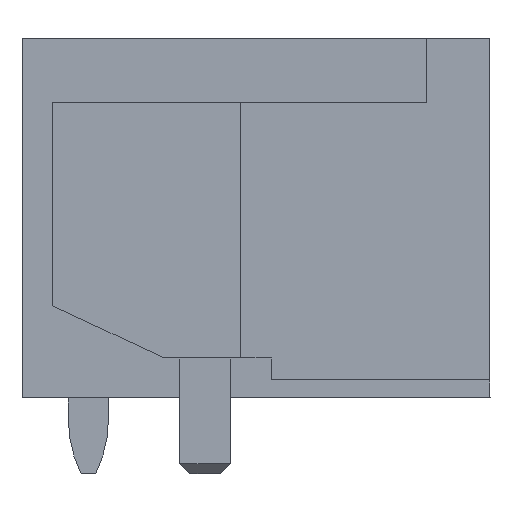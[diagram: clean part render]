
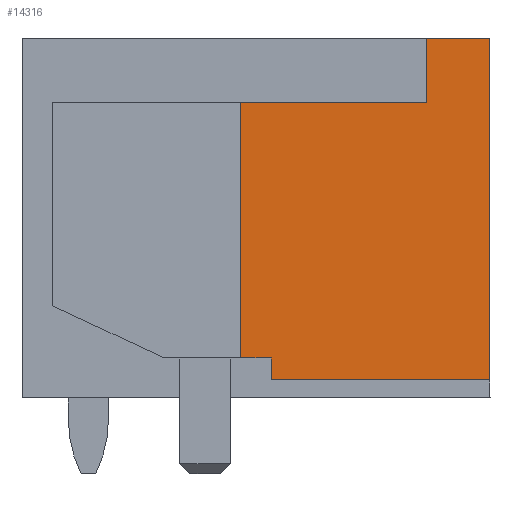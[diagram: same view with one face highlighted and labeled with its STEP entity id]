
A CAD part, left-side view. The second image highlights one B-rep face of the part: STEP entity #14316.
In plain terms, the highlighted planar face has unit normal (-1, 0, 0).
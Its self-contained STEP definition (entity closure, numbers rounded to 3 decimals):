
#14285=AXIS2_PLACEMENT_3D('Plane Axis2P3D',#14282,#14283,#14284) ;
#514=CARTESIAN_POINT('Vertex',(0.,0.,8.57)) ;
#517=CARTESIAN_POINT('Line Origine',(0.,0.,5.21)) ;
#521=CARTESIAN_POINT('Vertex',(0.,0.,1.85)) ;
#1867=CARTESIAN_POINT('Vertex',(0.,1.25,8.57)) ;
#1870=CARTESIAN_POINT('Line Origine',(0.,0.625,8.57)) ;
#14219=CARTESIAN_POINT('Vertex',(0.,4.3,1.85)) ;
#14222=CARTESIAN_POINT('Line Origine',(0.,4.3,2.065)) ;
#14226=CARTESIAN_POINT('Vertex',(0.,4.3,2.28)) ;
#14246=CARTESIAN_POINT('Line Origine',(0.,2.15,1.85)) ;
#14267=CARTESIAN_POINT('Vertex',(0.,1.25,7.3)) ;
#14270=CARTESIAN_POINT('Line Origine',(0.,1.25,7.935)) ;
#14282=CARTESIAN_POINT('Axis2P3D Location',(0.,0.,0.)) ;
#14287=CARTESIAN_POINT('Line Origine',(0.,4.6,2.28)) ;
#14291=CARTESIAN_POINT('Vertex',(0.,4.9,2.28)) ;
#14294=CARTESIAN_POINT('Line Origine',(0.,3.075,7.3)) ;
#14298=CARTESIAN_POINT('Vertex',(0.,4.9,7.3)) ;
#14301=CARTESIAN_POINT('Line Origine',(0.,4.9,4.79)) ;
#518=DIRECTION('Vector Direction',(0.,0.,-1.)) ;
#1871=DIRECTION('Vector Direction',(0.,-1.,0.)) ;
#14223=DIRECTION('Vector Direction',(0.,0.,1.)) ;
#14247=DIRECTION('Vector Direction',(0.,1.,0.)) ;
#14271=DIRECTION('Vector Direction',(0.,0.,1.)) ;
#14283=DIRECTION('Axis2P3D Direction',(-1.,0.,0.)) ;
#14284=DIRECTION('Axis2P3D XDirection',(0.,-1.,0.)) ;
#14288=DIRECTION('Vector Direction',(0.,1.,0.)) ;
#14295=DIRECTION('Vector Direction',(0.,-1.,0.)) ;
#14302=DIRECTION('Vector Direction',(0.,0.,-1.)) ;
#519=VECTOR('Line Direction',#518,1.) ;
#1872=VECTOR('Line Direction',#1871,1.) ;
#14224=VECTOR('Line Direction',#14223,1.) ;
#14248=VECTOR('Line Direction',#14247,1.) ;
#14272=VECTOR('Line Direction',#14271,1.) ;
#14289=VECTOR('Line Direction',#14288,1.) ;
#14296=VECTOR('Line Direction',#14295,1.) ;
#14303=VECTOR('Line Direction',#14302,1.) ;
#14307=ORIENTED_EDGE('',*,*,#14293,.T.) ;
#14308=ORIENTED_EDGE('',*,*,#14228,.T.) ;
#14309=ORIENTED_EDGE('',*,*,#14250,.T.) ;
#14310=ORIENTED_EDGE('',*,*,#523,.T.) ;
#14311=ORIENTED_EDGE('',*,*,#1874,.T.) ;
#14312=ORIENTED_EDGE('',*,*,#14274,.T.) ;
#14313=ORIENTED_EDGE('',*,*,#14300,.T.) ;
#14314=ORIENTED_EDGE('',*,*,#14305,.T.) ;
#14316=ADVANCED_FACE('HOUSING',(#14315),#14286,.T.) ;
#523=EDGE_CURVE('',#522,#515,#520,.F.) ;
#1874=EDGE_CURVE('',#515,#1868,#1873,.F.) ;
#14228=EDGE_CURVE('',#14227,#14220,#14225,.F.) ;
#14250=EDGE_CURVE('',#14220,#522,#14249,.F.) ;
#14274=EDGE_CURVE('',#1868,#14268,#14273,.F.) ;
#14293=EDGE_CURVE('',#14292,#14227,#14290,.F.) ;
#14300=EDGE_CURVE('',#14268,#14299,#14297,.F.) ;
#14305=EDGE_CURVE('',#14299,#14292,#14304,.T.) ;
#14306=EDGE_LOOP('',(#14307,#14308,#14309,#14310,#14311,#14312,#14313,#14314)) ;
#14315=FACE_OUTER_BOUND('',#14306,.T.) ;
#520=LINE('Line',#517,#519) ;
#1873=LINE('Line',#1870,#1872) ;
#14225=LINE('Line',#14222,#14224) ;
#14249=LINE('Line',#14246,#14248) ;
#14273=LINE('Line',#14270,#14272) ;
#14290=LINE('Line',#14287,#14289) ;
#14297=LINE('Line',#14294,#14296) ;
#14304=LINE('Line',#14301,#14303) ;
#14286=PLANE('',#14285) ;
#515=VERTEX_POINT('',#514) ;
#522=VERTEX_POINT('',#521) ;
#1868=VERTEX_POINT('',#1867) ;
#14220=VERTEX_POINT('',#14219) ;
#14227=VERTEX_POINT('',#14226) ;
#14268=VERTEX_POINT('',#14267) ;
#14292=VERTEX_POINT('',#14291) ;
#14299=VERTEX_POINT('',#14298) ;
